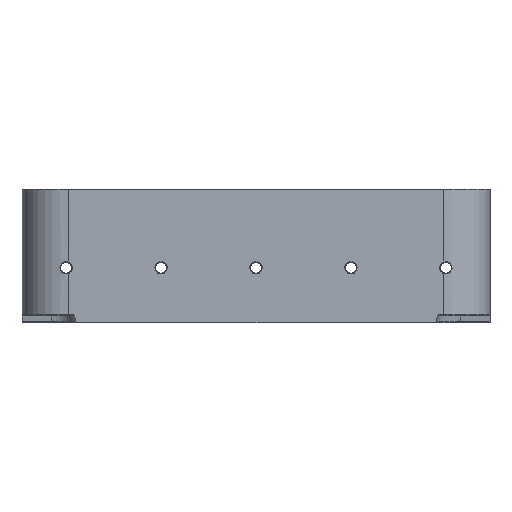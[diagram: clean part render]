
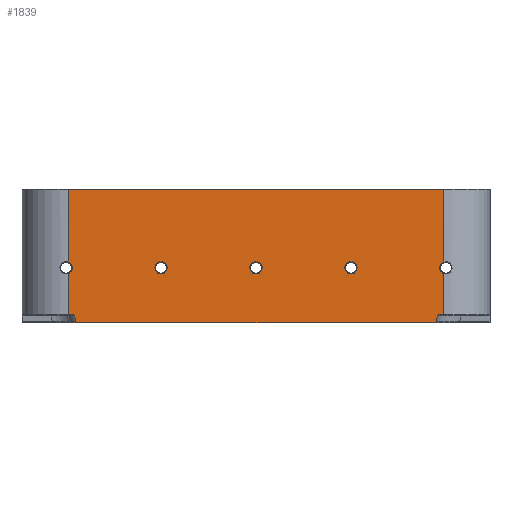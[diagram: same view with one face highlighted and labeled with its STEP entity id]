
A CAD part, left-side view. The second image highlights one B-rep face of the part: STEP entity #1839.
In plain terms, the highlighted planar face has unit normal (-1, 0, 0).
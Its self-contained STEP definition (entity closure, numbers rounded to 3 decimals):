
#1839=ADVANCED_FACE('',(#4040,#4041,#4042,#4043),#2734,.T.);
#2734=PLANE('',#15954);
#3290=CIRCLE('',#15925,4.5);
#3291=CIRCLE('',#15927,4.5);
#3292=CIRCLE('',#15929,4.5);
#3293=CIRCLE('',#15931,4.5);
#3298=CIRCLE('',#15938,4.5);
#3307=CIRCLE('',#15950,1.);
#3308=CIRCLE('',#15951,1.);
#3309=CIRCLE('',#15952,1.);
#3310=CIRCLE('',#15953,1.);
#4040=FACE_BOUND('',#4746,.T.);
#4041=FACE_BOUND('',#4747,.T.);
#4042=FACE_BOUND('',#4748,.T.);
#4043=FACE_BOUND('',#4749,.T.);
#4746=EDGE_LOOP('',(#6833,#6834,#6835,#6836,#6837,#6838,#6839,#6840,#6841,
#6842,#6843,#6844,#6845,#6846,#6847,#6848));
#4747=EDGE_LOOP('',(#6849));
#4748=EDGE_LOOP('',(#6850));
#4749=EDGE_LOOP('',(#6851));
#6833=ORIENTED_EDGE('',*,*,#12216,.F.);
#6834=ORIENTED_EDGE('',*,*,#12217,.T.);
#6835=ORIENTED_EDGE('',*,*,#11856,.T.);
#6836=ORIENTED_EDGE('',*,*,#12218,.T.);
#6837=ORIENTED_EDGE('',*,*,#12219,.F.);
#6838=ORIENTED_EDGE('',*,*,#12220,.F.);
#6839=ORIENTED_EDGE('',*,*,#12221,.F.);
#6840=ORIENTED_EDGE('',*,*,#12222,.T.);
#6841=ORIENTED_EDGE('',*,*,#12192,.F.);
#6842=ORIENTED_EDGE('',*,*,#12223,.T.);
#6843=ORIENTED_EDGE('',*,*,#12190,.T.);
#6844=ORIENTED_EDGE('',*,*,#12224,.T.);
#6845=ORIENTED_EDGE('',*,*,#12181,.F.);
#6846=ORIENTED_EDGE('',*,*,#12225,.T.);
#6847=ORIENTED_EDGE('',*,*,#12226,.F.);
#6848=ORIENTED_EDGE('',*,*,#12227,.F.);
#6849=ORIENTED_EDGE('',*,*,#12180,.F.);
#6850=ORIENTED_EDGE('',*,*,#12179,.F.);
#6851=ORIENTED_EDGE('',*,*,#12178,.F.);
#10422=VERTEX_POINT('',#21676);
#10423=VERTEX_POINT('',#21678);
#10718=VERTEX_POINT('',#22905);
#10719=VERTEX_POINT('',#22908);
#10720=VERTEX_POINT('',#22911);
#10721=VERTEX_POINT('',#22914);
#10722=VERTEX_POINT('',#22915);
#10729=VERTEX_POINT('',#22940);
#10730=VERTEX_POINT('',#22942);
#10731=VERTEX_POINT('',#22946);
#10732=VERTEX_POINT('',#22947);
#10749=VERTEX_POINT('',#23000);
#10750=VERTEX_POINT('',#23001);
#10751=VERTEX_POINT('',#23004);
#10752=VERTEX_POINT('',#23006);
#10753=VERTEX_POINT('',#23008);
#10754=VERTEX_POINT('',#23010);
#10755=VERTEX_POINT('',#23015);
#10756=VERTEX_POINT('',#23017);
#11856=EDGE_CURVE('',#10423,#10422,#13838,.T.);
#12178=EDGE_CURVE('',#10718,#10718,#3290,.T.);
#12179=EDGE_CURVE('',#10719,#10719,#3291,.T.);
#12180=EDGE_CURVE('',#10720,#10720,#3292,.T.);
#12181=EDGE_CURVE('',#10721,#10722,#3293,.T.);
#12190=EDGE_CURVE('',#10730,#10729,#13921,.T.);
#12192=EDGE_CURVE('',#10731,#10732,#3298,.T.);
#12216=EDGE_CURVE('',#10749,#10750,#13936,.T.);
#12217=EDGE_CURVE('',#10749,#10423,#3307,.T.);
#12218=EDGE_CURVE('',#10422,#10751,#3308,.T.);
#12219=EDGE_CURVE('',#10752,#10751,#13937,.T.);
#12220=EDGE_CURVE('',#10753,#10752,#3309,.T.);
#12221=EDGE_CURVE('',#10754,#10753,#13938,.T.);
#12222=EDGE_CURVE('',#10754,#10732,#13939,.T.);
#12223=EDGE_CURVE('',#10731,#10730,#13940,.T.);
#12224=EDGE_CURVE('',#10729,#10722,#13941,.T.);
#12225=EDGE_CURVE('',#10721,#10755,#13942,.T.);
#12226=EDGE_CURVE('',#10756,#10755,#13943,.T.);
#12227=EDGE_CURVE('',#10750,#10756,#3310,.T.);
#13838=LINE('',#21677,#14773);
#13921=LINE('',#22941,#14856);
#13936=LINE('',#22999,#14871);
#13937=LINE('',#23005,#14872);
#13938=LINE('',#23009,#14873);
#13939=LINE('',#23011,#14874);
#13940=LINE('',#23012,#14875);
#13941=LINE('',#23013,#14876);
#13942=LINE('',#23014,#14877);
#13943=LINE('',#23016,#14878);
#14773=VECTOR('',#17332,1.);
#14856=VECTOR('',#17887,1.);
#14871=VECTOR('',#17930,1.);
#14872=VECTOR('',#17935,1.);
#14873=VECTOR('',#17938,1.);
#14874=VECTOR('',#17939,1.);
#14875=VECTOR('',#17940,1.);
#14876=VECTOR('',#17941,1.);
#14877=VECTOR('',#17942,1.);
#14878=VECTOR('',#17943,1.);
#15925=AXIS2_PLACEMENT_3D('',#22904,#17861,#17862);
#15927=AXIS2_PLACEMENT_3D('',#22907,#17865,#17866);
#15929=AXIS2_PLACEMENT_3D('',#22910,#17869,#17870);
#15931=AXIS2_PLACEMENT_3D('',#22913,#17873,#17874);
#15938=AXIS2_PLACEMENT_3D('',#22945,#17892,#17893);
#15950=AXIS2_PLACEMENT_3D('',#23002,#17931,#17932);
#15951=AXIS2_PLACEMENT_3D('',#23003,#17933,#17934);
#15952=AXIS2_PLACEMENT_3D('',#23007,#17936,#17937);
#15953=AXIS2_PLACEMENT_3D('',#23018,#17944,#17945);
#15954=AXIS2_PLACEMENT_3D('',#23019,#17946,#17947);
#17332=DIRECTION('',(0.,-1.,0.));
#17861=DIRECTION('',(-1.,0.,0.));
#17862=DIRECTION('',(0.,0.,1.));
#17865=DIRECTION('',(-1.,0.,0.));
#17866=DIRECTION('',(0.,0.,1.));
#17869=DIRECTION('',(-1.,0.,0.));
#17870=DIRECTION('',(0.,0.,1.));
#17873=DIRECTION('',(-1.,0.,0.));
#17874=DIRECTION('',(0.,0.,1.));
#17887=DIRECTION('',(0.,1.,0.));
#17892=DIRECTION('',(-1.,0.,0.));
#17893=DIRECTION('',(0.,0.,1.));
#17930=DIRECTION('',(0.,0.174,0.985));
#17931=DIRECTION('',(-1.,0.,0.));
#17932=DIRECTION('',(0.,0.,1.));
#17933=DIRECTION('',(-1.,0.,0.));
#17934=DIRECTION('',(0.,0.,1.));
#17935=DIRECTION('',(0.,0.174,-0.985));
#17936=DIRECTION('',(-1.,0.,0.));
#17937=DIRECTION('',(0.,0.,1.));
#17938=DIRECTION('',(0.,1.,0.));
#17939=DIRECTION('',(0.,0.,1.));
#17940=DIRECTION('',(0.,0.,1.));
#17941=DIRECTION('',(0.,0.,-1.));
#17942=DIRECTION('',(0.,0.,-1.));
#17943=DIRECTION('',(0.,1.,0.));
#17944=DIRECTION('',(-1.,0.,0.));
#17945=DIRECTION('',(0.,0.,1.));
#17946=DIRECTION('',(-1.,0.,0.));
#17947=DIRECTION('',(0.,0.,-1.));
#21676=CARTESIAN_POINT('',(-117.5,-110.459,0.35));
#21677=CARTESIAN_POINT('',(-117.5,0.,0.35));
#21678=CARTESIAN_POINT('',(-117.5,153.459,0.35));
#22904=CARTESIAN_POINT('',(-117.5,-48.5,41.));
#22905=CARTESIAN_POINT('',(-117.5,-48.5,45.5));
#22907=CARTESIAN_POINT('',(-117.5,21.5,41.));
#22908=CARTESIAN_POINT('',(-117.5,21.5,45.5));
#22910=CARTESIAN_POINT('',(-117.5,91.5,41.));
#22911=CARTESIAN_POINT('',(-117.5,91.5,45.5));
#22913=CARTESIAN_POINT('',(-117.5,161.5,41.));
#22914=CARTESIAN_POINT('',(-117.5,160.,36.757));
#22915=CARTESIAN_POINT('',(-117.5,160.,45.243));
#22940=CARTESIAN_POINT('',(-117.5,160.,99.));
#22941=CARTESIAN_POINT('',(-117.5,0.,99.));
#22942=CARTESIAN_POINT('',(-117.5,-117.,99.));
#22945=CARTESIAN_POINT('',(-117.5,-118.5,41.));
#22946=CARTESIAN_POINT('',(-117.5,-117.,45.243));
#22947=CARTESIAN_POINT('',(-117.5,-117.,36.757));
#22999=CARTESIAN_POINT('',(-117.5,129.013,-143.049));
#23000=CARTESIAN_POINT('',(-117.5,154.444,1.176));
#23001=CARTESIAN_POINT('',(-117.5,155.202,5.474));
#23002=CARTESIAN_POINT('',(-117.5,153.459,1.35));
#23003=CARTESIAN_POINT('',(-117.5,-110.459,1.35));
#23004=CARTESIAN_POINT('',(-117.5,-111.444,1.176));
#23005=CARTESIAN_POINT('',(-117.5,-87.31,-135.695));
#23006=CARTESIAN_POINT('',(-117.5,-112.202,5.474));
#23007=CARTESIAN_POINT('',(-117.5,-113.187,5.3));
#23008=CARTESIAN_POINT('',(-117.5,-113.187,6.3));
#23009=CARTESIAN_POINT('',(-117.5,0.,6.3));
#23010=CARTESIAN_POINT('',(-117.5,-117.,6.3));
#23011=CARTESIAN_POINT('',(-117.5,-117.,-120.3));
#23012=CARTESIAN_POINT('',(-117.5,-117.,-120.3));
#23013=CARTESIAN_POINT('',(-117.5,160.,-120.3));
#23014=CARTESIAN_POINT('',(-117.5,160.,-120.3));
#23015=CARTESIAN_POINT('',(-117.5,160.,6.3));
#23016=CARTESIAN_POINT('',(-117.5,0.,6.3));
#23017=CARTESIAN_POINT('',(-117.5,156.187,6.3));
#23018=CARTESIAN_POINT('',(-117.5,156.187,5.3));
#23019=CARTESIAN_POINT('',(-117.5,0.,-120.3));
